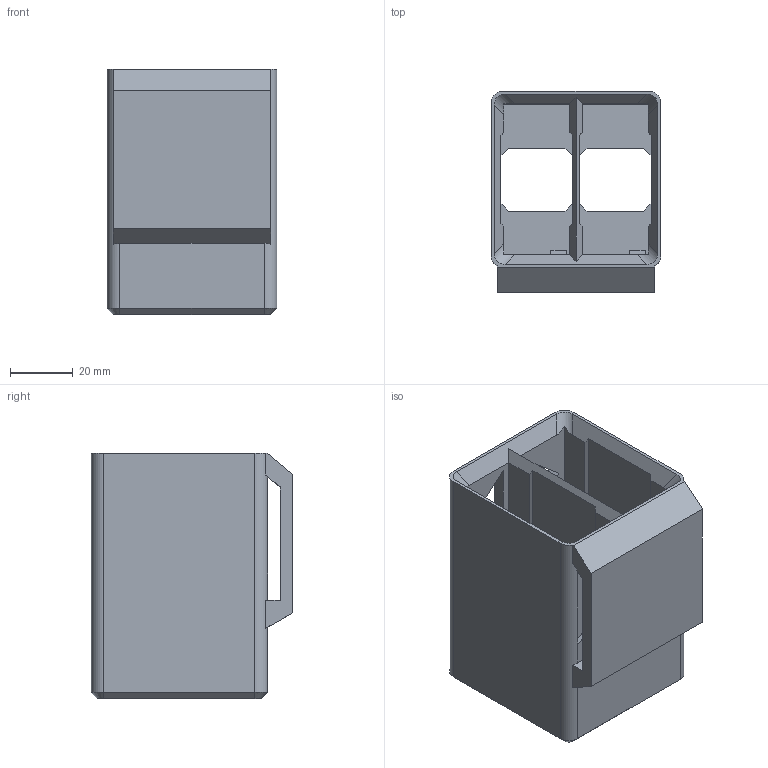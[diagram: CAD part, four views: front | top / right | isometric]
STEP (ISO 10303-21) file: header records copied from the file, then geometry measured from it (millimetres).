
FILE_DESCRIPTION(/* description */ (''),/* implementation_level */ '2;1');
FILE_NAME(/* name */ '2x Talon Holder Vertical Rotated v14.step',/* time_stamp */ '2023-02-26T17:41:36-08:00',/* author */ (''),/* organization */ (''),/* preprocessor_version */ 'ST-DEVELOPER v19.2',/* originating_system */ 'Autodesk Translation Framework v11.17.0.187',/* authorisation */ '');
FILE_SCHEMA (('AUTOMOTIVE_DESIGN { 1 0 10303 214 3 1 1 }'));
Length unit declared in the file: millimetre
Products named in the file (1): Talon Holder
Bounding box: 54 x 64 x 78 mm (x, y, z)
Volume: 78750 mm3; surface area: 46480.2 mm2
Topology: 1 solids, 1 shells, 123 faces, 361 edges, 233 vertices
Faces by surface type: plane 111, cylinder 8, cone 4
Entity records: 4074 total; most frequent: ORIENTED_EDGE 722, CARTESIAN_POINT 718, DIRECTION 639, EDGE_CURVE 361, LINE 331, VECTOR 331, VERTEX_POINT 233, AXIS2_PLACEMENT_3D 154
